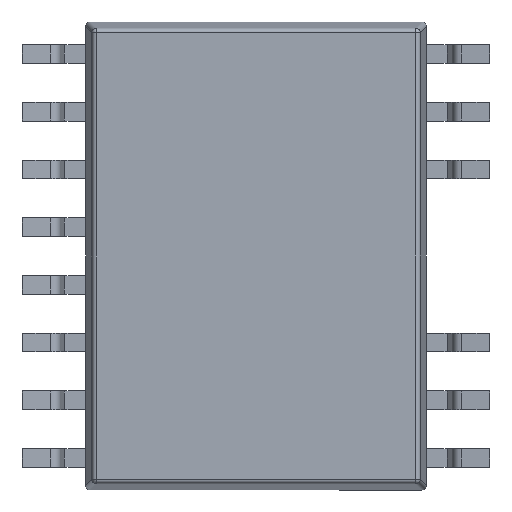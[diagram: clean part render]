
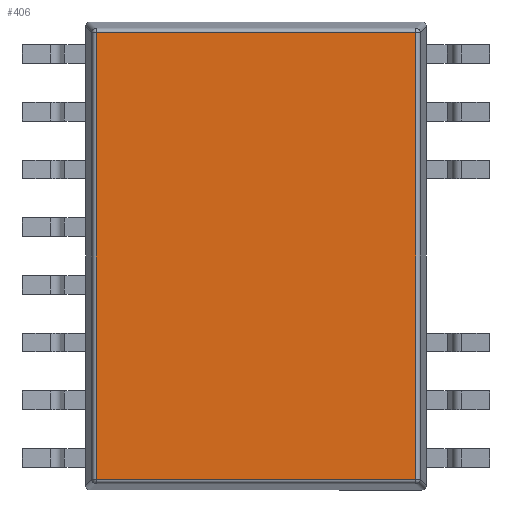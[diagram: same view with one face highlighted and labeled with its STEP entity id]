
A CAD part, front view. The second image highlights one B-rep face of the part: STEP entity #406.
In plain terms, the highlighted planar face has unit normal (0, -1, 0).
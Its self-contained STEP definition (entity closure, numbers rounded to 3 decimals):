
#353 = LINE ( 'NONE', #3212, #6381 ) ;
#387 = VECTOR ( 'NONE', #7325, 1000. ) ;
#406 = ADVANCED_FACE ( 'NONE', ( #5083 ), #5230, .T. ) ;
#538 = DIRECTION ( 'NONE',  ( 1., 0., 0. ) ) ;
#645 = EDGE_LOOP ( 'NONE', ( #718, #2624, #6502, #2729 ) ) ;
#718 = ORIENTED_EDGE ( 'NONE', *, *, #2019, .T. ) ;
#887 = EDGE_CURVE ( 'NONE', #1893, #3014, #353, .T. ) ;
#1536 = VERTEX_POINT ( 'NONE', #4075 ) ;
#1557 = LINE ( 'NONE', #1639, #6438 ) ;
#1639 = CARTESIAN_POINT ( 'NONE',  ( 3.513, 0.3, 5. ) ) ;
#1669 = VECTOR ( 'NONE', #538, 1000. ) ;
#1893 = VERTEX_POINT ( 'NONE', #1951 ) ;
#1951 = CARTESIAN_POINT ( 'NONE',  ( -3.513, 0.3, 4.913 ) ) ;
#2019 = EDGE_CURVE ( 'NONE', #1536, #1893, #7372, .T. ) ;
#2097 = EDGE_CURVE ( 'NONE', #5033, #1536, #1557, .T. ) ;
#2162 = DIRECTION ( 'NONE',  ( 0., 0., 1. ) ) ;
#2624 = ORIENTED_EDGE ( 'NONE', *, *, #887, .T. ) ;
#2729 = ORIENTED_EDGE ( 'NONE', *, *, #2097, .T. ) ;
#2925 = DIRECTION ( 'NONE',  ( 0., -1., 0. ) ) ;
#3014 = VERTEX_POINT ( 'NONE', #3999 ) ;
#3212 = CARTESIAN_POINT ( 'NONE',  ( -3.513, 0.3, -5. ) ) ;
#3844 = CARTESIAN_POINT ( 'NONE',  ( 3.6, 0.3, -4.913 ) ) ;
#3990 = CARTESIAN_POINT ( 'NONE',  ( 0., 0.3, 0. ) ) ;
#3999 = CARTESIAN_POINT ( 'NONE',  ( -3.513, 0.3, -4.913 ) ) ;
#4075 = CARTESIAN_POINT ( 'NONE',  ( 3.513, 0.3, 4.913 ) ) ;
#4806 = CARTESIAN_POINT ( 'NONE',  ( 3.513, 0.3, -4.913 ) ) ;
#4955 = CARTESIAN_POINT ( 'NONE',  ( -3.6, 0.3, 4.913 ) ) ;
#5033 = VERTEX_POINT ( 'NONE', #4806 ) ;
#5083 = FACE_OUTER_BOUND ( 'NONE', #645, .T. ) ;
#5198 = DIRECTION ( 'NONE',  ( 0., 0., -1. ) ) ;
#5230 = PLANE ( 'NONE',  #7068 ) ;
#5806 = EDGE_CURVE ( 'NONE', #3014, #5033, #6272, .T. ) ;
#6272 = LINE ( 'NONE', #3844, #1669 ) ;
#6381 = VECTOR ( 'NONE', #6761, 1000. ) ;
#6438 = VECTOR ( 'NONE', #2162, 1000. ) ;
#6502 = ORIENTED_EDGE ( 'NONE', *, *, #5806, .T. ) ;
#6761 = DIRECTION ( 'NONE',  ( 0., 0., -1. ) ) ;
#7068 = AXIS2_PLACEMENT_3D ( 'NONE', #3990, #2925, #5198 ) ;
#7325 = DIRECTION ( 'NONE',  ( -1., 0., 0. ) ) ;
#7372 = LINE ( 'NONE', #4955, #387 ) ;
